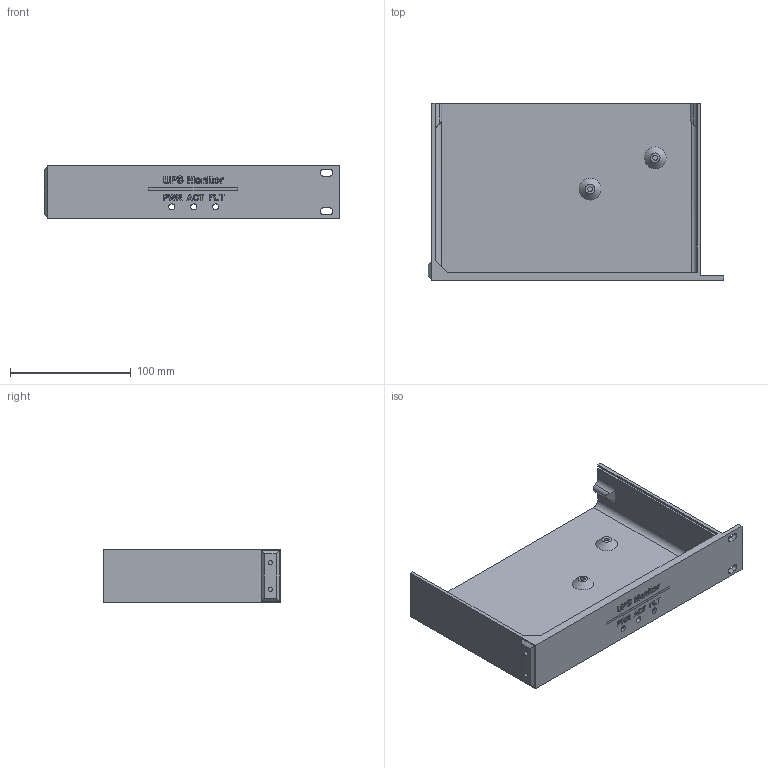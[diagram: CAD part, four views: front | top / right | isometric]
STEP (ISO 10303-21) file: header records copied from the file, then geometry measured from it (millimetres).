
FILE_DESCRIPTION(/* description */ (''),/* implementation_level */ '2;1');
FILE_NAME(/* name */ 'UPS Monitor Rack Mount - enclosure.step',/* time_stamp */ '2025-10-02T15:07:50+13:00',/* author */ (''),/* organization */ (''),/* preprocessor_version */ 'ST-DEVELOPER v20.1',/* originating_system */ 'Autodesk Translation Framework v14.17.0.0',/* authorisation */ '');
FILE_SCHEMA (('AUTOMOTIVE_DESIGN { 1 0 10303 214 3 1 1 }'));
Length unit declared in the file: millimetre
Products named in the file (1): UPS Monitor Rack Mount
Bounding box: 245.1 x 147 x 44 mm (x, y, z)
Volume: 171660.7 mm3; surface area: 119223.5 mm2
Topology: 1 solids, 1 shells, 461 faces, 1257 edges, 831 vertices
Faces by surface type: plane 246, bspline 163, cylinder 48, cone 2, sphere 2
Full cylindrical faces by diameter (mm): 3.5 x2, 4 x2, 4.1 x2, 5 x3
Entity records: 16073 total; most frequent: CARTESIAN_POINT 5421, ORIENTED_EDGE 2514, DIRECTION 1599, EDGE_CURVE 1257, LINE 833, VECTOR 833, VERTEX_POINT 831, EDGE_LOOP 508
